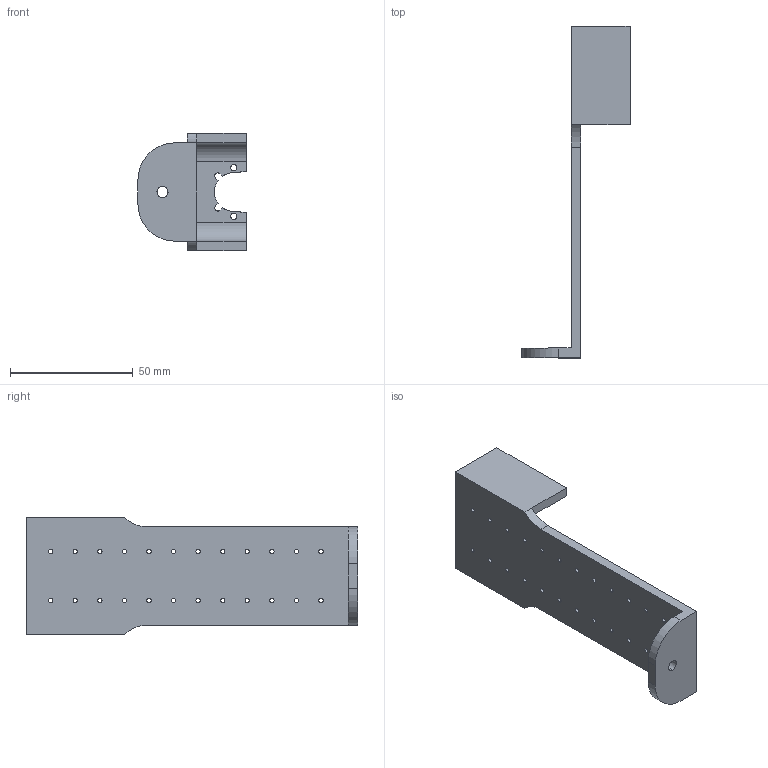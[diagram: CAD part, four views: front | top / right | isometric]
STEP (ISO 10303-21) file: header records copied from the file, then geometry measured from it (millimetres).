
FILE_DESCRIPTION (( 'STEP AP203' ), '1' );
FILE_NAME ('MountingBracket_SC_SQUID_Vertical.STEP', '2023-10-31T02:42:46', ( '' ), ( '' ), 'SwSTEP 2.0', 'SolidWorks 2019', '' );
FILE_SCHEMA (( 'CONFIG_CONTROL_DESIGN' ));
Length unit declared in the file: millimetre
Products named in the file (1): MountingBracket_SC_SQUID_Vertical
Bounding box: 44 x 135 x 48 mm (x, y, z)
Volume: 34710.2 mm3; surface area: 19474.2 mm2
Topology: 1 solids, 1 shells, 98 faces, 286 edges, 190 vertices
Faces by surface type: cylinder 69, plane 29
Entity records: 3499 total; most frequent: DIRECTION 624, CARTESIAN_POINT 575, ORIENTED_EDGE 572, EDGE_CURVE 286, AXIS2_PLACEMENT_3D 239, VERTEX_POINT 190, EDGE_LOOP 152, VECTOR 146
